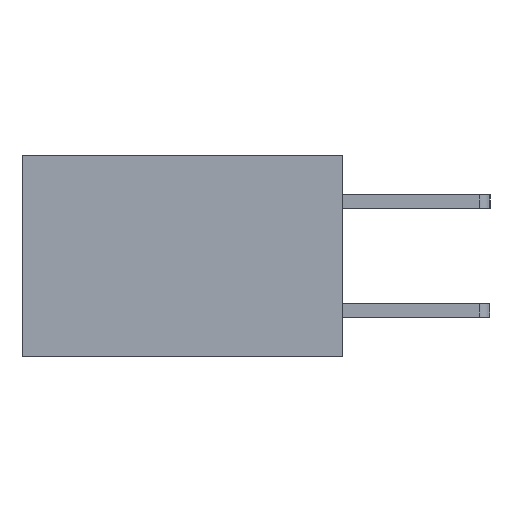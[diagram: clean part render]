
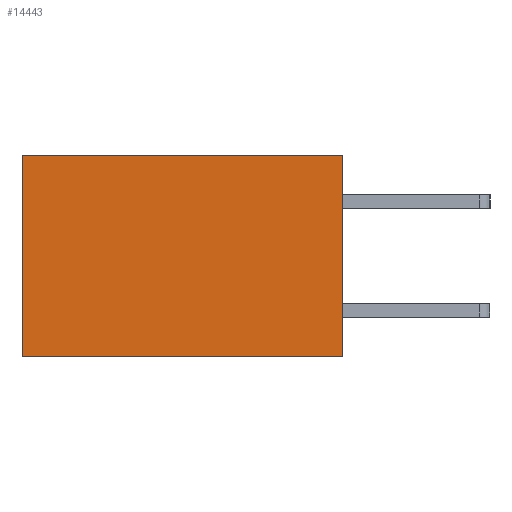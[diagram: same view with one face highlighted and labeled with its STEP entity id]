
A CAD part, left-side view. The second image highlights one B-rep face of the part: STEP entity #14443.
In plain terms, the highlighted planar face has unit normal (-1, 0, 0).
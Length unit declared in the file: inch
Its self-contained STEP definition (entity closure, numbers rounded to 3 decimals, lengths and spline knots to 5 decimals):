
#4 = DIRECTION ( 'NONE',  ( 1., 0., 0. ) ) ;
#767 = EDGE_LOOP ( 'NONE', ( #2285, #8616, #6281, #10110 ) ) ;
#817 = LINE ( 'NONE', #12148, #3701 ) ;
#967 = DIRECTION ( 'NONE',  ( 0., 0., -1. ) ) ;
#1093 = CARTESIAN_POINT ( 'NONE',  ( 0.277, 0., -0.37 ) ) ;
#1112 = VERTEX_POINT ( 'NONE', #3465 ) ;
#1846 = VECTOR ( 'NONE', #9022, 39.37008 ) ;
#2222 = LINE ( 'NONE', #3145, #1846 ) ;
#2285 = ORIENTED_EDGE ( 'NONE', *, *, #15041, .T. ) ;
#3048 = AXIS2_PLACEMENT_3D ( 'NONE', #7175, #4, #8342 ) ;
#3145 = CARTESIAN_POINT ( 'NONE',  ( 0.277, 0., -0.37 ) ) ;
#3465 = CARTESIAN_POINT ( 'NONE',  ( 0.277, 0.59, 0. ) ) ;
#3701 = VECTOR ( 'NONE', #5187, 39.37008 ) ;
#4528 = FACE_OUTER_BOUND ( 'NONE', #767, .T. ) ;
#5187 = DIRECTION ( 'NONE',  ( 0., 1., 0. ) ) ;
#5190 = EDGE_CURVE ( 'NONE', #6806, #9178, #12540, .T. ) ;
#6281 = ORIENTED_EDGE ( 'NONE', *, *, #5190, .F. ) ;
#6359 = VECTOR ( 'NONE', #967, 39.37008 ) ;
#6785 = CARTESIAN_POINT ( 'NONE',  ( 0.277, 0.59, -0.37 ) ) ;
#6806 = VERTEX_POINT ( 'NONE', #10259 ) ;
#7016 = CARTESIAN_POINT ( 'NONE',  ( 0.277, 0.59, -0.37 ) ) ;
#7175 = CARTESIAN_POINT ( 'NONE',  ( 0.277, 0., -0.37 ) ) ;
#8342 = DIRECTION ( 'NONE',  ( 0., 0., -1. ) ) ;
#8519 = LINE ( 'NONE', #7016, #14725 ) ;
#8616 = ORIENTED_EDGE ( 'NONE', *, *, #14162, .F. ) ;
#9022 = DIRECTION ( 'NONE',  ( 0., 1., 0. ) ) ;
#9178 = VERTEX_POINT ( 'NONE', #12865 ) ;
#9444 = EDGE_CURVE ( 'NONE', #6806, #1112, #817, .T. ) ;
#10110 = ORIENTED_EDGE ( 'NONE', *, *, #9444, .T. ) ;
#10259 = CARTESIAN_POINT ( 'NONE',  ( 0.277, 0., 0. ) ) ;
#12148 = CARTESIAN_POINT ( 'NONE',  ( 0.277, 0., 0. ) ) ;
#12540 = LINE ( 'NONE', #1093, #6359 ) ;
#12829 = DIRECTION ( 'NONE',  ( 0., 0., -1. ) ) ;
#12865 = CARTESIAN_POINT ( 'NONE',  ( 0.277, 0., -0.37 ) ) ;
#12991 = PLANE ( 'NONE',  #3048 ) ;
#14162 = EDGE_CURVE ( 'NONE', #9178, #14220, #2222, .T. ) ;
#14220 = VERTEX_POINT ( 'NONE', #6785 ) ;
#14443 = ADVANCED_FACE ( 'NONE', ( #4528 ), #12991, .F. ) ;
#14725 = VECTOR ( 'NONE', #12829, 39.37008 ) ;
#15041 = EDGE_CURVE ( 'NONE', #1112, #14220, #8519, .T. ) ;
